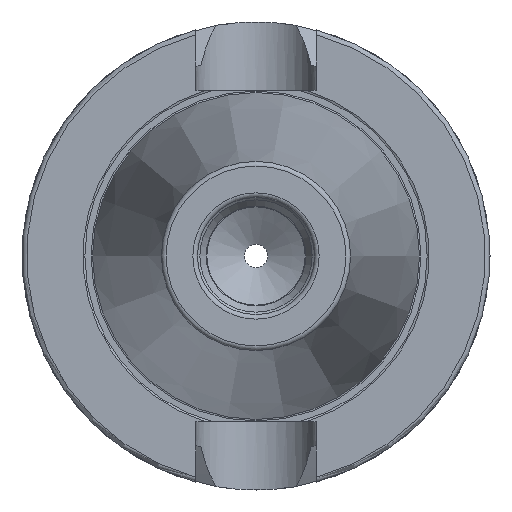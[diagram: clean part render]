
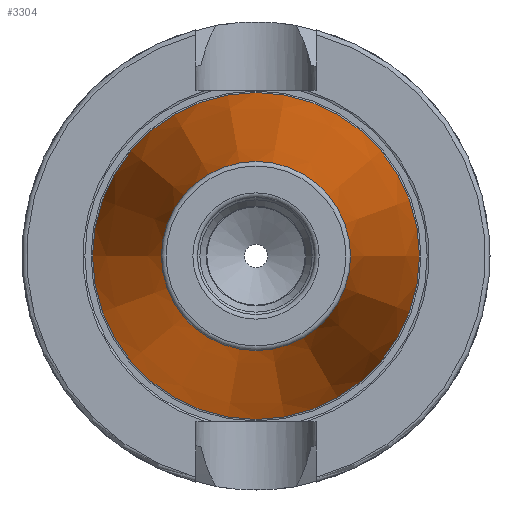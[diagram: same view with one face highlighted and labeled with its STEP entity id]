
A CAD part, left-side view. The second image highlights one B-rep face of the part: STEP entity #3304.
In plain terms, the highlighted conical face has half-angle 8.297 degrees and reference radius 27.564 mm.
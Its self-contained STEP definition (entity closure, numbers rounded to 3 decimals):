
#3262=CARTESIAN_POINT('',(-100.944,20.204,0.0));
#3263=VERTEX_POINT('',#3262);
#3264=CARTESIAN_POINT('',(-100.944,0.,0.0));
#3265=DIRECTION('',(1.0,0.0,0.0));
#3266=DIRECTION('',(0.0,1.0,0.0));
#3267=AXIS2_PLACEMENT_3D('',#3264,#3265,#3266);
#3268=CIRCLE('',#3267,20.204);
#3269=EDGE_CURVE('',#3263,#3263,#3268,.T.);
#3285=CARTESIAN_POINT('',(-50.472,0.,0.0));
#3286=DIRECTION('',(1.0,0.,0.0));
#3287=DIRECTION('',(0.0,1.0,0.0));
#3288=AXIS2_PLACEMENT_3D('',#3285,#3286,#3287);
#3289=CONICAL_SURFACE('',#3288,27.564,8.297);
#3290=CARTESIAN_POINT('',(0.0,34.925,0.0));
#3291=VERTEX_POINT('',#3290);
#3292=CARTESIAN_POINT('',(0.,0.,0.0));
#3293=DIRECTION('',(1.0,0.0,0.0));
#3294=DIRECTION('',(0.0,1.0,0.0));
#3295=AXIS2_PLACEMENT_3D('',#3292,#3293,#3294);
#3296=CIRCLE('',#3295,34.925);
#3297=EDGE_CURVE('',#3291,#3291,#3296,.T.);
#3298=ORIENTED_EDGE('',*,*,#3297,.F.);
#3299=EDGE_LOOP('',(#3298));
#3300=FACE_OUTER_BOUND('',#3299,.T.);
#3301=ORIENTED_EDGE('',*,*,#3269,.T.);
#3302=EDGE_LOOP('',(#3301));
#3303=FACE_BOUND('',#3302,.T.);
#3304=ADVANCED_FACE('',(#3300,#3303),#3289,.T.);
